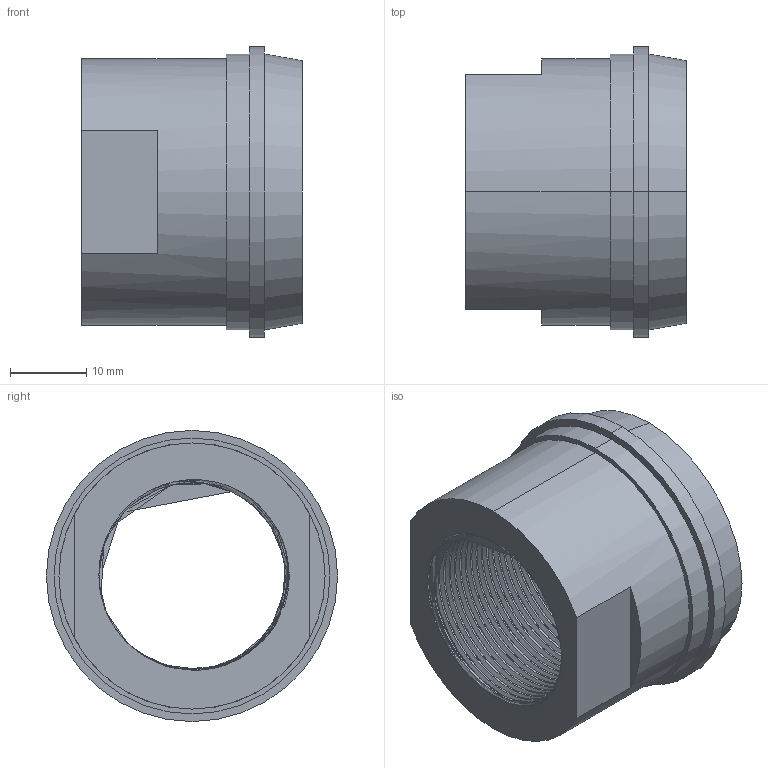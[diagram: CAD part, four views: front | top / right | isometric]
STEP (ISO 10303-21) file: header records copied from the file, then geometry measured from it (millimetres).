
FILE_DESCRIPTION (( 'STEP AP203' ), '1' );
FILE_NAME ('3D_R131-E_3-4_17102350.STEP', '2024-08-15T07:55:26', ( '' ), ( '' ), 'SwSTEP 2.0', 'SolidWorks 2024', '' );
FILE_SCHEMA (( 'CONFIG_CONTROL_DESIGN' ));
Length unit declared in the file: millimetre
Products named in the file (1): 3D_R131-E_3-4_17102350
Bounding box: 29 x 38.3 x 38.3 mm (x, y, z)
Volume: 14123.6 mm3; surface area: 7732.9 mm2
Topology: 1 solids, 1 shells, 63 faces, 172 edges, 114 vertices
Faces by surface type: cylinder 48, plane 10, bspline 3, cone 2
Entity records: 5260 total; most frequent: CARTESIAN_POINT 3826, ORIENTED_EDGE 344, DIRECTION 230, EDGE_CURVE 172, VERTEX_POINT 114, AXIS2_PLACEMENT_3D 84, EDGE_LOOP 68, ADVANCED_FACE 63
